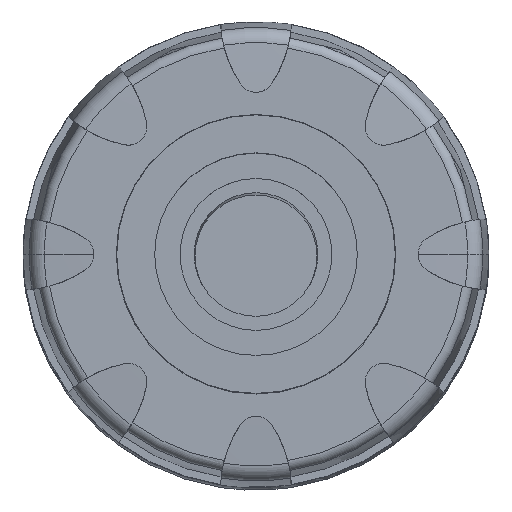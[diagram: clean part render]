
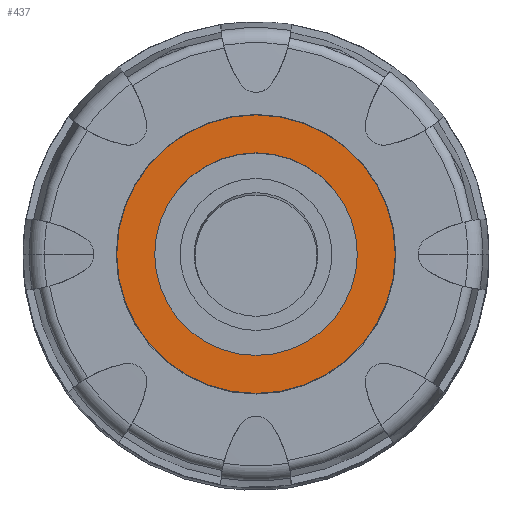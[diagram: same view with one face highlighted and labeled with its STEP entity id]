
A CAD part, top view. The second image highlights one B-rep face of the part: STEP entity #437.
In plain terms, the highlighted planar face has unit normal (0, 0, 1).
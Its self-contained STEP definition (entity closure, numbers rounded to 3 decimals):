
#437=ADVANCED_FACE('',(#1107,#1108),#1109,.T.);
#1107=FACE_BOUND('',#2052,.T.);
#1108=FACE_OUTER_BOUND('',#2053,.T.);
#1109=PLANE('',#2054);
#2052=EDGE_LOOP('',(#3090,#3091));
#2053=EDGE_LOOP('',(#3092,#3093));
#2054=AXIS2_PLACEMENT_3D('',#3094,#3095,#3096);
#3090=ORIENTED_EDGE('',*,*,#5838,.F.);
#3091=ORIENTED_EDGE('',*,*,#5816,.F.);
#3092=ORIENTED_EDGE('',*,*,#5821,.T.);
#3093=ORIENTED_EDGE('',*,*,#5836,.T.);
#3094=CARTESIAN_POINT('',(-11.875,0.0,189.0));
#3095=DIRECTION('',(0.0,0.0,1.0));
#3096=DIRECTION('',(-1.0,0.0,0.0));
#5816=EDGE_CURVE('',#6976,#6972,#6978,.T.);
#5821=EDGE_CURVE('',#6981,#6985,#6987,.T.);
#5836=EDGE_CURVE('',#6985,#6981,#7006,.T.);
#5838=EDGE_CURVE('',#6972,#6976,#7008,.T.);
#6972=VERTEX_POINT('',#8758);
#6976=VERTEX_POINT('',#8763);
#6978=CIRCLE('',#8766,10.0);
#6981=VERTEX_POINT('',#8769);
#6985=VERTEX_POINT('',#8774);
#6987=CIRCLE('',#8777,13.75);
#7006=CIRCLE('',#8798,13.75);
#7008=CIRCLE('',#8800,10.0);
#8758=CARTESIAN_POINT('',(-10.0,0.0,189.0));
#8763=CARTESIAN_POINT('',(10.0,0.,189.0));
#8766=AXIS2_PLACEMENT_3D('',#12613,#12614,#12615);
#8769=CARTESIAN_POINT('',(-13.75,0.0,189.0));
#8774=CARTESIAN_POINT('',(13.75,0.,189.0));
#8777=AXIS2_PLACEMENT_3D('',#12621,#12622,#12623);
#8798=AXIS2_PLACEMENT_3D('',#12647,#12648,#12649);
#8800=AXIS2_PLACEMENT_3D('',#12650,#12651,#12652);
#12613=CARTESIAN_POINT('',(0.0,0.0,189.0));
#12614=DIRECTION('',(0.0,0.0,1.0));
#12615=DIRECTION('',(-1.0,0.0,0.0));
#12621=CARTESIAN_POINT('',(0.0,0.0,189.0));
#12622=DIRECTION('',(0.0,0.0,1.0));
#12623=DIRECTION('',(-1.0,0.0,0.0));
#12647=CARTESIAN_POINT('',(0.0,0.0,189.0));
#12648=DIRECTION('',(0.0,0.0,1.0));
#12649=DIRECTION('',(-1.0,0.0,0.0));
#12650=CARTESIAN_POINT('',(0.0,0.0,189.0));
#12651=DIRECTION('',(0.0,0.0,1.0));
#12652=DIRECTION('',(-1.0,0.0,0.0));
